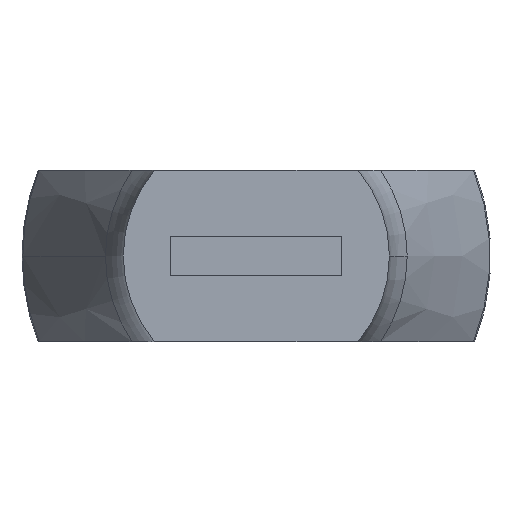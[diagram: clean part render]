
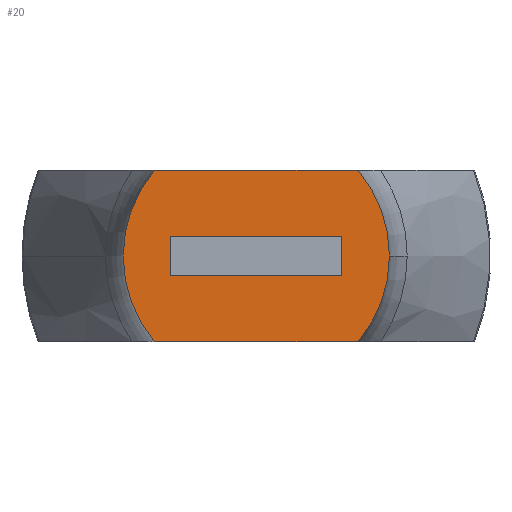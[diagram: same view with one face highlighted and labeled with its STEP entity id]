
A CAD part, front view. The second image highlights one B-rep face of the part: STEP entity #20.
In plain terms, the highlighted planar face has unit normal (0, -1, 0).
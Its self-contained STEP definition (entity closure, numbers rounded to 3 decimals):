
#17 = ORIENTED_EDGE ( 'NONE', *, *, #80, .T. ) ;
#20 = ADVANCED_FACE ( 'NONE', ( #47, #188 ), #361, .T. ) ;
#38 = CARTESIAN_POINT ( 'NONE',  ( 0., 0., 0. ) ) ;
#47 = FACE_OUTER_BOUND ( 'NONE', #122, .T. ) ;
#49 = DIRECTION ( 'NONE',  ( -1., 0., 0. ) ) ;
#53 = DIRECTION ( 'NONE',  ( 0., -1., 0. ) ) ;
#58 = DIRECTION ( 'NONE',  ( 1., 0., 0. ) ) ;
#64 = CARTESIAN_POINT ( 'NONE',  ( -4.5, 0., -1.05 ) ) ;
#66 = EDGE_CURVE ( 'NONE', #396, #791, #213, .T. ) ;
#70 = VERTEX_POINT ( 'NONE', #218 ) ;
#80 = EDGE_CURVE ( 'NONE', #70, #893, #850, .T. ) ;
#93 = CARTESIAN_POINT ( 'NONE',  ( 0., 0., 0. ) ) ;
#122 = EDGE_LOOP ( 'NONE', ( #695, #934, #564, #1005, #17 ) ) ;
#149 = VECTOR ( 'NONE', #460, 1000. ) ;
#167 = VERTEX_POINT ( 'NONE', #779 ) ;
#188 = FACE_BOUND ( 'NONE', #369, .T. ) ;
#213 = CIRCLE ( 'NONE', #346, 7. ) ;
#218 = CARTESIAN_POINT ( 'NONE',  ( -5.362, 0., -4.5 ) ) ;
#220 = LINE ( 'NONE', #64, #773 ) ;
#231 = CARTESIAN_POINT ( 'NONE',  ( 5.362, 0., -4.5 ) ) ;
#234 = LINE ( 'NONE', #499, #610 ) ;
#239 = VERTEX_POINT ( 'NONE', #883 ) ;
#244 = DIRECTION ( 'NONE',  ( 1., 0., 0. ) ) ;
#245 = VERTEX_POINT ( 'NONE', #470 ) ;
#254 = CIRCLE ( 'NONE', #286, 7. ) ;
#256 = DIRECTION ( 'NONE',  ( 0., 0., -1. ) ) ;
#257 = EDGE_CURVE ( 'NONE', #245, #725, #234, .T. ) ;
#275 = EDGE_CURVE ( 'NONE', #167, #70, #254, .T. ) ;
#286 = AXIS2_PLACEMENT_3D ( 'NONE', #93, #789, #244 ) ;
#290 = ORIENTED_EDGE ( 'NONE', *, *, #767, .T. ) ;
#301 = AXIS2_PLACEMENT_3D ( 'NONE', #867, #53, #365 ) ;
#346 = AXIS2_PLACEMENT_3D ( 'NONE', #38, #374, #58 ) ;
#360 = LINE ( 'NONE', #901, #690 ) ;
#361 = PLANE ( 'NONE',  #400 ) ;
#365 = DIRECTION ( 'NONE',  ( 1., 0., 0. ) ) ;
#369 = EDGE_LOOP ( 'NONE', ( #290, #780, #422, #548 ) ) ;
#374 = DIRECTION ( 'NONE',  ( 0., -1., 0. ) ) ;
#396 = VERTEX_POINT ( 'NONE', #758 ) ;
#400 = AXIS2_PLACEMENT_3D ( 'NONE', #684, #511, #606 ) ;
#402 = DIRECTION ( 'NONE',  ( -1., 0., 0. ) ) ;
#417 = EDGE_CURVE ( 'NONE', #921, #245, #360, .T. ) ;
#422 = ORIENTED_EDGE ( 'NONE', *, *, #257, .T. ) ;
#442 = DIRECTION ( 'NONE',  ( 1., 0., 0. ) ) ;
#447 = CARTESIAN_POINT ( 'NONE',  ( -19.109, 0., -4.5 ) ) ;
#448 = LINE ( 'NONE', #685, #594 ) ;
#460 = DIRECTION ( 'NONE',  ( 1., 0., 0. ) ) ;
#470 = CARTESIAN_POINT ( 'NONE',  ( 4.5, 0., -1.05 ) ) ;
#473 = VECTOR ( 'NONE', #442, 1000. ) ;
#474 = CIRCLE ( 'NONE', #301, 7. ) ;
#499 = CARTESIAN_POINT ( 'NONE',  ( 4.5, 0., -1.05 ) ) ;
#511 = DIRECTION ( 'NONE',  ( 0., -1., 0. ) ) ;
#518 = CARTESIAN_POINT ( 'NONE',  ( -4.5, 0., -1.05 ) ) ;
#534 = EDGE_CURVE ( 'NONE', #893, #396, #474, .T. ) ;
#548 = ORIENTED_EDGE ( 'NONE', *, *, #870, .T. ) ;
#564 = ORIENTED_EDGE ( 'NONE', *, *, #775, .T. ) ;
#594 = VECTOR ( 'NONE', #49, 1000. ) ;
#606 = DIRECTION ( 'NONE',  ( 1., 0., 0. ) ) ;
#610 = VECTOR ( 'NONE', #402, 1000. ) ;
#613 = LINE ( 'NONE', #838, #473 ) ;
#684 = CARTESIAN_POINT ( 'NONE',  ( 7., 0., 0. ) ) ;
#685 = CARTESIAN_POINT ( 'NONE',  ( -19.941, 0., 4.5 ) ) ;
#690 = VECTOR ( 'NONE', #256, 1000. ) ;
#694 = CARTESIAN_POINT ( 'NONE',  ( 4.5, 0., 1.05 ) ) ;
#695 = ORIENTED_EDGE ( 'NONE', *, *, #534, .T. ) ;
#725 = VERTEX_POINT ( 'NONE', #518 ) ;
#747 = CARTESIAN_POINT ( 'NONE',  ( 5.362, 0., 4.5 ) ) ;
#758 = CARTESIAN_POINT ( 'NONE',  ( 7., 0., 0. ) ) ;
#767 = EDGE_CURVE ( 'NONE', #239, #921, #613, .T. ) ;
#773 = VECTOR ( 'NONE', #860, 1000. ) ;
#775 = EDGE_CURVE ( 'NONE', #791, #167, #448, .T. ) ;
#779 = CARTESIAN_POINT ( 'NONE',  ( -5.362, 0., 4.5 ) ) ;
#780 = ORIENTED_EDGE ( 'NONE', *, *, #417, .T. ) ;
#789 = DIRECTION ( 'NONE',  ( 0., -1., 0. ) ) ;
#791 = VERTEX_POINT ( 'NONE', #747 ) ;
#838 = CARTESIAN_POINT ( 'NONE',  ( 4.5, 0., 1.05 ) ) ;
#850 = LINE ( 'NONE', #447, #149 ) ;
#860 = DIRECTION ( 'NONE',  ( 0., 0., 1. ) ) ;
#867 = CARTESIAN_POINT ( 'NONE',  ( 0., 0., 0. ) ) ;
#870 = EDGE_CURVE ( 'NONE', #725, #239, #220, .T. ) ;
#883 = CARTESIAN_POINT ( 'NONE',  ( -4.5, 0., 1.05 ) ) ;
#893 = VERTEX_POINT ( 'NONE', #231 ) ;
#901 = CARTESIAN_POINT ( 'NONE',  ( 4.5, 0., -1.05 ) ) ;
#921 = VERTEX_POINT ( 'NONE', #694 ) ;
#934 = ORIENTED_EDGE ( 'NONE', *, *, #66, .T. ) ;
#1005 = ORIENTED_EDGE ( 'NONE', *, *, #275, .T. ) ;
